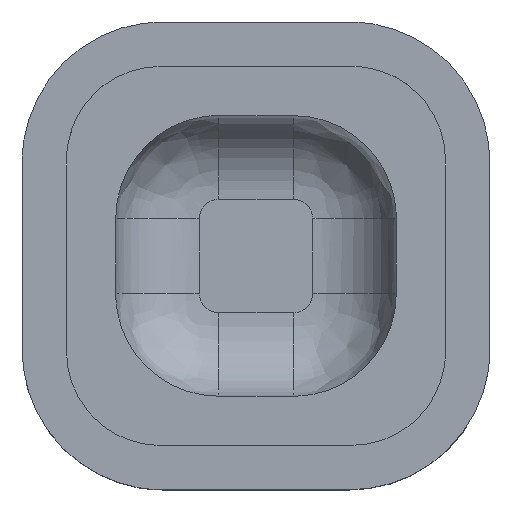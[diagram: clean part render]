
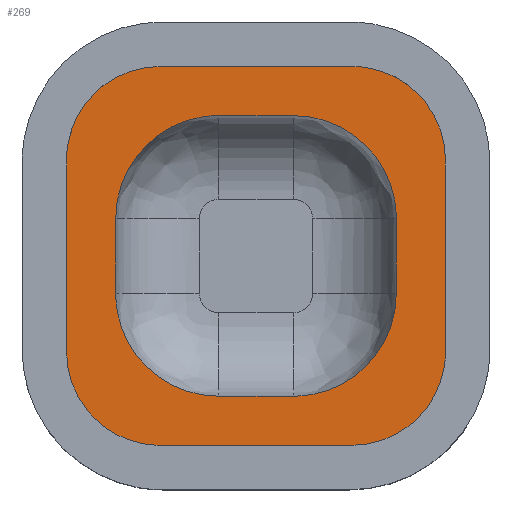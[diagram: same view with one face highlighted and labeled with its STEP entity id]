
A CAD part, top view. The second image highlights one B-rep face of the part: STEP entity #269.
In plain terms, the highlighted free-form (B-spline) face has degree [1, 1] with [2, 2] control points.
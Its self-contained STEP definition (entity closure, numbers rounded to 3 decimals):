
#24 = VERTEX_POINT('',#25);
#25 = CARTESIAN_POINT('',(13.472,26.616,
    19.715));
#39 = VERTEX_POINT('',#40);
#40 = CARTESIAN_POINT('',(26.616,13.472,
    19.715));
#45 = EDGE_CURVE('',#39,#24,#46,.T.);
#46 = ( BOUNDED_CURVE() B_SPLINE_CURVE(2,(#47,#48,#49),.UNSPECIFIED.,.F.
,.F.) B_SPLINE_CURVE_WITH_KNOTS((3,3),(5.498,7.069),
.PIECEWISE_BEZIER_KNOTS.) CURVE() GEOMETRIC_REPRESENTATION_ITEM() 
RATIONAL_B_SPLINE_CURVE((1.,0.707,1.)) REPRESENTATION_ITEM('') 
  );
#47 = CARTESIAN_POINT('',(26.616,13.472,
    19.715));
#48 = CARTESIAN_POINT('',(26.616,26.616,
    19.715));
#49 = CARTESIAN_POINT('',(13.472,26.616,
    19.715));
#70 = VERTEX_POINT('',#71);
#71 = CARTESIAN_POINT('',(-13.472,26.616,
    19.715));
#76 = EDGE_CURVE('',#24,#70,#77,.T.);
#77 = B_SPLINE_CURVE_WITH_KNOTS('',1,(#78,#79),.UNSPECIFIED.,.F.,.F.,(2,
    2),(-5.25,15.25),.PIECEWISE_BEZIER_KNOTS.);
#78 = CARTESIAN_POINT('',(13.472,26.616,
    19.715));
#79 = CARTESIAN_POINT('',(-13.472,26.616,
    19.715));
#92 = VERTEX_POINT('',#93);
#93 = CARTESIAN_POINT('',(26.616,-13.472,
    19.715));
#107 = VERTEX_POINT('',#108);
#108 = CARTESIAN_POINT('',(13.472,-26.616,
    19.715));
#113 = EDGE_CURVE('',#107,#92,#114,.T.);
#114 = ( BOUNDED_CURVE() B_SPLINE_CURVE(2,(#115,#116,#117),
.UNSPECIFIED.,.F.,.F.) B_SPLINE_CURVE_WITH_KNOTS((3,3),(5.498,
7.069),.PIECEWISE_BEZIER_KNOTS.) CURVE() 
GEOMETRIC_REPRESENTATION_ITEM() RATIONAL_B_SPLINE_CURVE((1.,
0.707,1.)) REPRESENTATION_ITEM('') );
#115 = CARTESIAN_POINT('',(13.472,-26.616,
    19.715));
#116 = CARTESIAN_POINT('',(26.616,-26.616,
    19.715));
#117 = CARTESIAN_POINT('',(26.616,-13.472,
    19.715));
#130 = EDGE_CURVE('',#92,#39,#131,.T.);
#131 = B_SPLINE_CURVE_WITH_KNOTS('',1,(#132,#133),.UNSPECIFIED.,.F.,.F.,
  (2,2),(-5.25,15.25),.PIECEWISE_BEZIER_KNOTS.);
#132 = CARTESIAN_POINT('',(26.616,-13.472,
    19.715));
#133 = CARTESIAN_POINT('',(26.616,13.472,
    19.715));
#150 = EDGE_CURVE('',#151,#107,#153,.T.);
#151 = VERTEX_POINT('',#152);
#152 = CARTESIAN_POINT('',(-13.472,-26.616,
    19.715));
#153 = B_SPLINE_CURVE_WITH_KNOTS('',1,(#154,#155),.UNSPECIFIED.,.F.,.F.,
  (2,2),(-5.25,15.25),.PIECEWISE_BEZIER_KNOTS.);
#154 = CARTESIAN_POINT('',(-13.472,-26.616,
    19.715));
#155 = CARTESIAN_POINT('',(13.472,-26.616,
    19.715));
#269 = ADVANCED_FACE('',(#270,#298),#360,.T.);
#270 = FACE_BOUND('',#271,.T.);
#271 = EDGE_LOOP('',(#272,#273,#274,#282,#289,#295,#296,#297));
#272 = ORIENTED_EDGE('',*,*,#45,.T.);
#273 = ORIENTED_EDGE('',*,*,#76,.T.);
#274 = ORIENTED_EDGE('',*,*,#275,.T.);
#275 = EDGE_CURVE('',#70,#276,#278,.T.);
#276 = VERTEX_POINT('',#277);
#277 = CARTESIAN_POINT('',(-26.616,13.472,
    19.715));
#278 = ( BOUNDED_CURVE() B_SPLINE_CURVE(2,(#279,#280,#281),
.UNSPECIFIED.,.F.,.F.) B_SPLINE_CURVE_WITH_KNOTS((3,3),(5.498,
7.069),.PIECEWISE_BEZIER_KNOTS.) CURVE() 
GEOMETRIC_REPRESENTATION_ITEM() RATIONAL_B_SPLINE_CURVE((1.,
0.707,1.)) REPRESENTATION_ITEM('') );
#279 = CARTESIAN_POINT('',(-13.472,26.616,
    19.715));
#280 = CARTESIAN_POINT('',(-26.616,26.616,
    19.715));
#281 = CARTESIAN_POINT('',(-26.616,13.472,
    19.715));
#282 = ORIENTED_EDGE('',*,*,#283,.T.);
#283 = EDGE_CURVE('',#276,#284,#286,.T.);
#284 = VERTEX_POINT('',#285);
#285 = CARTESIAN_POINT('',(-26.616,-13.472,
    19.715));
#286 = B_SPLINE_CURVE_WITH_KNOTS('',1,(#287,#288),.UNSPECIFIED.,.F.,.F.,
  (2,2),(-5.25,15.25),.PIECEWISE_BEZIER_KNOTS.);
#287 = CARTESIAN_POINT('',(-26.616,13.472,
    19.715));
#288 = CARTESIAN_POINT('',(-26.616,-13.472,
    19.715));
#289 = ORIENTED_EDGE('',*,*,#290,.T.);
#290 = EDGE_CURVE('',#284,#151,#291,.T.);
#291 = ( BOUNDED_CURVE() B_SPLINE_CURVE(2,(#292,#293,#294),
.UNSPECIFIED.,.F.,.F.) B_SPLINE_CURVE_WITH_KNOTS((3,3),(5.498,
7.069),.PIECEWISE_BEZIER_KNOTS.) CURVE() 
GEOMETRIC_REPRESENTATION_ITEM() RATIONAL_B_SPLINE_CURVE((1.,
0.707,1.)) REPRESENTATION_ITEM('') );
#292 = CARTESIAN_POINT('',(-26.616,-13.472,
    19.715));
#293 = CARTESIAN_POINT('',(-26.616,-26.616,
    19.715));
#294 = CARTESIAN_POINT('',(-13.472,-26.616,
    19.715));
#295 = ORIENTED_EDGE('',*,*,#150,.T.);
#296 = ORIENTED_EDGE('',*,*,#113,.T.);
#297 = ORIENTED_EDGE('',*,*,#130,.T.);
#298 = FACE_BOUND('',#299,.T.);
#299 = EDGE_LOOP('',(#300,#309,#317,#324,#332,#339,#347,#354));
#300 = ORIENTED_EDGE('',*,*,#301,.T.);
#301 = EDGE_CURVE('',#302,#304,#306,.T.);
#302 = VERTEX_POINT('',#303);
#303 = CARTESIAN_POINT('',(5.257,-19.715,
    19.715));
#304 = VERTEX_POINT('',#305);
#305 = CARTESIAN_POINT('',(-5.257,-19.715,
    19.715));
#306 = B_SPLINE_CURVE_WITH_KNOTS('',1,(#307,#308),.UNSPECIFIED.,.F.,.F.,
  (2,2),(0.,8.),.PIECEWISE_BEZIER_KNOTS.);
#307 = CARTESIAN_POINT('',(5.257,-19.715,
    19.715));
#308 = CARTESIAN_POINT('',(-5.257,-19.715,
    19.715));
#309 = ORIENTED_EDGE('',*,*,#310,.T.);
#310 = EDGE_CURVE('',#304,#311,#313,.T.);
#311 = VERTEX_POINT('',#312);
#312 = CARTESIAN_POINT('',(-19.715,-5.257,
    19.715));
#313 = ( BOUNDED_CURVE() B_SPLINE_CURVE(2,(#314,#315,#316),
.UNSPECIFIED.,.F.,.F.) B_SPLINE_CURVE_WITH_KNOTS((3,3),(4.712,
6.283),.PIECEWISE_BEZIER_KNOTS.) CURVE() 
GEOMETRIC_REPRESENTATION_ITEM() RATIONAL_B_SPLINE_CURVE((1.,
0.707,1.)) REPRESENTATION_ITEM('') );
#314 = CARTESIAN_POINT('',(-5.257,-19.715,
    19.715));
#315 = CARTESIAN_POINT('',(-19.715,-19.715,
    19.715));
#316 = CARTESIAN_POINT('',(-19.715,-5.257,
    19.715));
#317 = ORIENTED_EDGE('',*,*,#318,.T.);
#318 = EDGE_CURVE('',#311,#319,#321,.T.);
#319 = VERTEX_POINT('',#320);
#320 = CARTESIAN_POINT('',(-19.715,5.257,
    19.715));
#321 = B_SPLINE_CURVE_WITH_KNOTS('',1,(#322,#323),.UNSPECIFIED.,.F.,.F.,
  (2,2),(0.,8.),.PIECEWISE_BEZIER_KNOTS.);
#322 = CARTESIAN_POINT('',(-19.715,-5.257,
    19.715));
#323 = CARTESIAN_POINT('',(-19.715,5.257,
    19.715));
#324 = ORIENTED_EDGE('',*,*,#325,.T.);
#325 = EDGE_CURVE('',#319,#326,#328,.T.);
#326 = VERTEX_POINT('',#327);
#327 = CARTESIAN_POINT('',(-5.257,19.715,
    19.715));
#328 = ( BOUNDED_CURVE() B_SPLINE_CURVE(2,(#329,#330,#331),
.UNSPECIFIED.,.F.,.F.) B_SPLINE_CURVE_WITH_KNOTS((3,3),(4.712,
6.283),.PIECEWISE_BEZIER_KNOTS.) CURVE() 
GEOMETRIC_REPRESENTATION_ITEM() RATIONAL_B_SPLINE_CURVE((1.,
0.707,1.)) REPRESENTATION_ITEM('') );
#329 = CARTESIAN_POINT('',(-19.715,5.257,
    19.715));
#330 = CARTESIAN_POINT('',(-19.715,19.715,
    19.715));
#331 = CARTESIAN_POINT('',(-5.257,19.715,
    19.715));
#332 = ORIENTED_EDGE('',*,*,#333,.T.);
#333 = EDGE_CURVE('',#326,#334,#336,.T.);
#334 = VERTEX_POINT('',#335);
#335 = CARTESIAN_POINT('',(5.257,19.715,
    19.715));
#336 = B_SPLINE_CURVE_WITH_KNOTS('',1,(#337,#338),.UNSPECIFIED.,.F.,.F.,
  (2,2),(0.,8.),.PIECEWISE_BEZIER_KNOTS.);
#337 = CARTESIAN_POINT('',(-5.257,19.715,
    19.715));
#338 = CARTESIAN_POINT('',(5.257,19.715,
    19.715));
#339 = ORIENTED_EDGE('',*,*,#340,.T.);
#340 = EDGE_CURVE('',#334,#341,#343,.T.);
#341 = VERTEX_POINT('',#342);
#342 = CARTESIAN_POINT('',(19.715,5.257,
    19.715));
#343 = ( BOUNDED_CURVE() B_SPLINE_CURVE(2,(#344,#345,#346),
.UNSPECIFIED.,.F.,.F.) B_SPLINE_CURVE_WITH_KNOTS((3,3),(4.712,
6.283),.PIECEWISE_BEZIER_KNOTS.) CURVE() 
GEOMETRIC_REPRESENTATION_ITEM() RATIONAL_B_SPLINE_CURVE((1.,
0.707,1.)) REPRESENTATION_ITEM('') );
#344 = CARTESIAN_POINT('',(5.257,19.715,
    19.715));
#345 = CARTESIAN_POINT('',(19.715,19.715,
    19.715));
#346 = CARTESIAN_POINT('',(19.715,5.257,
    19.715));
#347 = ORIENTED_EDGE('',*,*,#348,.T.);
#348 = EDGE_CURVE('',#341,#349,#351,.T.);
#349 = VERTEX_POINT('',#350);
#350 = CARTESIAN_POINT('',(19.715,-5.257,
    19.715));
#351 = B_SPLINE_CURVE_WITH_KNOTS('',1,(#352,#353),.UNSPECIFIED.,.F.,.F.,
  (2,2),(0.,8.),.PIECEWISE_BEZIER_KNOTS.);
#352 = CARTESIAN_POINT('',(19.715,5.257,
    19.715));
#353 = CARTESIAN_POINT('',(19.715,-5.257,
    19.715));
#354 = ORIENTED_EDGE('',*,*,#355,.T.);
#355 = EDGE_CURVE('',#349,#302,#356,.T.);
#356 = ( BOUNDED_CURVE() B_SPLINE_CURVE(2,(#357,#358,#359),
.UNSPECIFIED.,.F.,.F.) B_SPLINE_CURVE_WITH_KNOTS((3,3),(4.712,
6.283),.PIECEWISE_BEZIER_KNOTS.) CURVE() 
GEOMETRIC_REPRESENTATION_ITEM() RATIONAL_B_SPLINE_CURVE((1.,
0.707,1.)) REPRESENTATION_ITEM('') );
#357 = CARTESIAN_POINT('',(19.715,-5.257,
    19.715));
#358 = CARTESIAN_POINT('',(19.715,-19.715,
    19.715));
#359 = CARTESIAN_POINT('',(5.257,-19.715,
    19.715));
#360 = B_SPLINE_SURFACE_WITH_KNOTS('',1,1,(
    (#361,#362)
    ,(#363,#364
    )),.UNSPECIFIED.,.F.,.F.,.F.,(2,2),(2,2),(-20.25,20.25),(-20.25,
    20.25),.PIECEWISE_BEZIER_KNOTS.);
#361 = CARTESIAN_POINT('',(-26.616,-26.616,
    19.715));
#362 = CARTESIAN_POINT('',(-26.616,26.616,
    19.715));
#363 = CARTESIAN_POINT('',(26.616,-26.616,
    19.715));
#364 = CARTESIAN_POINT('',(26.616,26.616,
    19.715));
